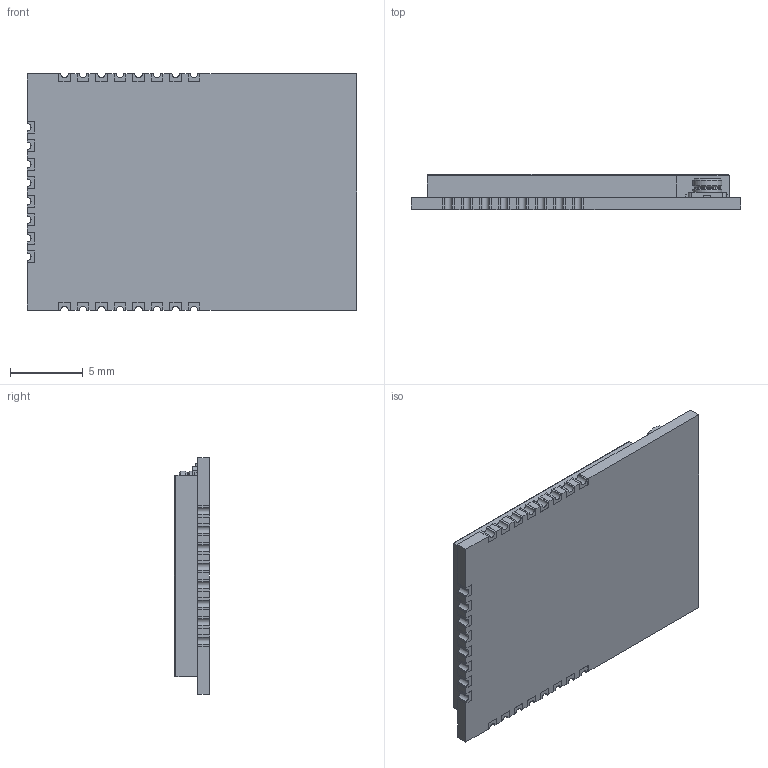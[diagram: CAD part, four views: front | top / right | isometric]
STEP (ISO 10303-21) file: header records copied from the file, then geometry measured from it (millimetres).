
FILE_DESCRIPTION (( 'STEP AP214' ), '1' );
FILE_NAME ('42BD8D31-01B3-4819-9B24-4634FA48B4FF.STEP', '2024-08-15T03:18:31', ( '' ), ( '' ), 'SwSTEP 2.0', 'SolidWorks 2022', '' );
FILE_SCHEMA (( 'AUTOMOTIVE_DESIGN' ));
Length unit declared in the file: millimetre
Products named in the file (1): 42BD8D31-01B3-4819-9B24-4634FA48B4FF
Bounding box: 22.61 x 2.41 x 16.22 mm (x, y, z)
Volume: 732.9 mm3; surface area: 936 mm2
Topology: 2 solids, 2 shells, 382 faces, 1124 edges, 745 vertices
Faces by surface type: plane 321, cylinder 54, cone 6, sphere 1
Entity records: 16401 total; most frequent: CARTESIAN_POINT 2267, ORIENTED_EDGE 2244, DIRECTION 1994, EDGE_CURVE 1122, LINE 1004, VECTOR 1004, VERTEX_POINT 744, AXIS2_PLACEMENT_3D 495
